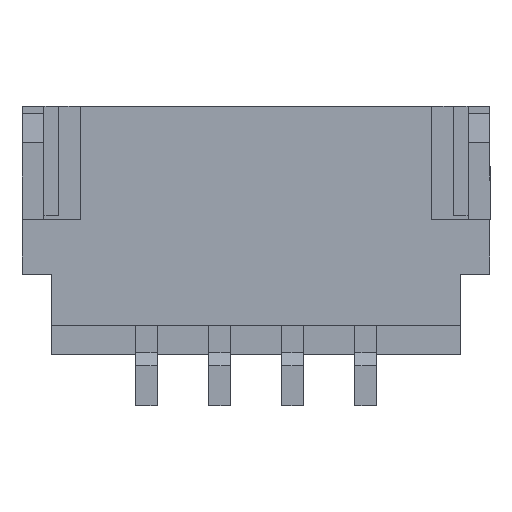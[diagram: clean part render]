
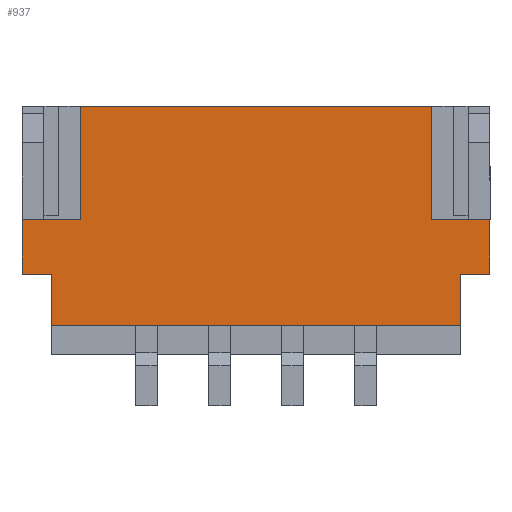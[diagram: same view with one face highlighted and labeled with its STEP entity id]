
A CAD part, front view. The second image highlights one B-rep face of the part: STEP entity #937.
In plain terms, the highlighted planar face has unit normal (0, -1, 0).
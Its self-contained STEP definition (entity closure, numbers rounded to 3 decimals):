
#562 = EDGE_CURVE ( 'NONE', #563, #564, #2680, .T. ) ;
#563 = VERTEX_POINT ( 'NONE', #2676 ) ;
#564 = VERTEX_POINT ( 'NONE', #2675 ) ;
#758 = VERTEX_POINT ( 'NONE', #3146 ) ;
#760 = EDGE_CURVE ( 'NONE', #761, #758, #3145, .T. ) ;
#761 = VERTEX_POINT ( 'NONE', #3141 ) ;
#793 = VERTEX_POINT ( 'NONE', #3207 ) ;
#795 = EDGE_CURVE ( 'NONE', #793, #796, #3206, .T. ) ;
#796 = VERTEX_POINT ( 'NONE', #3202 ) ;
#834 = ORIENTED_EDGE ( 'NONE', *, *, #837, .T. ) ;
#835 = VERTEX_POINT ( 'NONE', #3319 ) ;
#837 = EDGE_CURVE ( 'NONE', #793, #835, #3318, .T. ) ;
#878 = ORIENTED_EDGE ( 'NONE', *, *, #879, .F. ) ;
#879 = EDGE_CURVE ( 'NONE', #880, #835, #3470, .T. ) ;
#880 = VERTEX_POINT ( 'NONE', #3466 ) ;
#881 = ORIENTED_EDGE ( 'NONE', *, *, #882, .F. ) ;
#882 = EDGE_CURVE ( 'NONE', #564, #880, #3465, .T. ) ;
#883 = ORIENTED_EDGE ( 'NONE', *, *, #562, .F. ) ;
#884 = ORIENTED_EDGE ( 'NONE', *, *, #885, .F. ) ;
#885 = EDGE_CURVE ( 'NONE', #886, #563, #3461, .T. ) ;
#886 = VERTEX_POINT ( 'NONE', #3457 ) ;
#887 = ORIENTED_EDGE ( 'NONE', *, *, #888, .T. ) ;
#888 = EDGE_CURVE ( 'NONE', #886, #889, #3456, .T. ) ;
#889 = VERTEX_POINT ( 'NONE', #3452 ) ;
#890 = ORIENTED_EDGE ( 'NONE', *, *, #891, .F. ) ;
#891 = EDGE_CURVE ( 'NONE', #892, #889, #3451, .T. ) ;
#892 = VERTEX_POINT ( 'NONE', #3447 ) ;
#893 = ORIENTED_EDGE ( 'NONE', *, *, #894, .F. ) ;
#894 = EDGE_CURVE ( 'NONE', #895, #892, #3504, .T. ) ;
#895 = VERTEX_POINT ( 'NONE', #3500 ) ;
#896 = ORIENTED_EDGE ( 'NONE', *, *, #897, .T. ) ;
#897 = EDGE_CURVE ( 'NONE', #895, #761, #3499, .T. ) ;
#898 = ORIENTED_EDGE ( 'NONE', *, *, #760, .T. ) ;
#899 = ORIENTED_EDGE ( 'NONE', *, *, #900, .F. ) ;
#900 = EDGE_CURVE ( 'NONE', #796, #758, #3494, .T. ) ;
#901 = ORIENTED_EDGE ( 'NONE', *, *, #795, .F. ) ;
#937 = ADVANCED_FACE ( 'NONE', ( #3580 ), #3626, .F. ) ;
#938 = EDGE_LOOP ( 'NONE', ( #834, #878, #881, #883, #884, #887, #890, #893, #896, #898, #899, #901 ) ) ;
#2675 = CARTESIAN_POINT ( 'NONE',  ( -2.8, 0., -3. ) ) ;
#2676 = CARTESIAN_POINT ( 'NONE',  ( 2.8, 0., -3. ) ) ;
#2677 = DIRECTION ( 'NONE',  ( -1., 0., 0. ) ) ;
#2678 = VECTOR ( 'NONE', #2677, 1000. ) ;
#2679 = CARTESIAN_POINT ( 'NONE',  ( 3.2, 0., -3. ) ) ;
#2680 = LINE ( 'NONE', #2679, #2678 ) ;
#3141 = CARTESIAN_POINT ( 'NONE',  ( 2.4, 0., 0. ) ) ;
#3142 = DIRECTION ( 'NONE',  ( -1., 0., 0. ) ) ;
#3143 = VECTOR ( 'NONE', #3142, 1000. ) ;
#3144 = CARTESIAN_POINT ( 'NONE',  ( 3.2, 0., 0. ) ) ;
#3145 = LINE ( 'NONE', #3144, #3143 ) ;
#3146 = CARTESIAN_POINT ( 'NONE',  ( -2.4, 0., 0. ) ) ;
#3202 = CARTESIAN_POINT ( 'NONE',  ( -2.4, 0., -1.55 ) ) ;
#3203 = DIRECTION ( 'NONE',  ( 1., 0., 0. ) ) ;
#3204 = VECTOR ( 'NONE', #3203, 1000. ) ;
#3205 = CARTESIAN_POINT ( 'NONE',  ( -3.2, 0., -1.55 ) ) ;
#3206 = LINE ( 'NONE', #3205, #3204 ) ;
#3207 = CARTESIAN_POINT ( 'NONE',  ( -3.2, 0., -1.55 ) ) ;
#3315 = DIRECTION ( 'NONE',  ( 0., 0., -1. ) ) ;
#3316 = VECTOR ( 'NONE', #3315, 1000. ) ;
#3317 = CARTESIAN_POINT ( 'NONE',  ( -3.2, 0., 0. ) ) ;
#3318 = LINE ( 'NONE', #3317, #3316 ) ;
#3319 = CARTESIAN_POINT ( 'NONE',  ( -3.2, 0., -2.3 ) ) ;
#3447 = CARTESIAN_POINT ( 'NONE',  ( 3.2, 0., -1.55 ) ) ;
#3448 = DIRECTION ( 'NONE',  ( 0., 0., -1. ) ) ;
#3449 = VECTOR ( 'NONE', #3448, 1000. ) ;
#3450 = CARTESIAN_POINT ( 'NONE',  ( 3.2, 0., 0. ) ) ;
#3451 = LINE ( 'NONE', #3450, #3449 ) ;
#3452 = CARTESIAN_POINT ( 'NONE',  ( 3.2, 0., -2.3 ) ) ;
#3453 = DIRECTION ( 'NONE',  ( 1., 0., 0. ) ) ;
#3454 = VECTOR ( 'NONE', #3453, 1000. ) ;
#3455 = CARTESIAN_POINT ( 'NONE',  ( 2.8, 0., -2.3 ) ) ;
#3456 = LINE ( 'NONE', #3455, #3454 ) ;
#3457 = CARTESIAN_POINT ( 'NONE',  ( 2.8, 0., -2.3 ) ) ;
#3458 = DIRECTION ( 'NONE',  ( 0., 0., -1. ) ) ;
#3459 = VECTOR ( 'NONE', #3458, 1000. ) ;
#3460 = CARTESIAN_POINT ( 'NONE',  ( 2.8, 0., -3. ) ) ;
#3461 = LINE ( 'NONE', #3460, #3459 ) ;
#3462 = DIRECTION ( 'NONE',  ( 0., 0., 1. ) ) ;
#3463 = VECTOR ( 'NONE', #3462, 1000. ) ;
#3464 = CARTESIAN_POINT ( 'NONE',  ( -2.8, 0., -3. ) ) ;
#3465 = LINE ( 'NONE', #3464, #3463 ) ;
#3466 = CARTESIAN_POINT ( 'NONE',  ( -2.8, 0., -2.3 ) ) ;
#3467 = DIRECTION ( 'NONE',  ( -1., 0., 0. ) ) ;
#3468 = VECTOR ( 'NONE', #3467, 1000. ) ;
#3469 = CARTESIAN_POINT ( 'NONE',  ( -2.8, 0., -2.3 ) ) ;
#3470 = LINE ( 'NONE', #3469, #3468 ) ;
#3491 = DIRECTION ( 'NONE',  ( 0., 0., 1. ) ) ;
#3492 = VECTOR ( 'NONE', #3491, 1000. ) ;
#3493 = CARTESIAN_POINT ( 'NONE',  ( -2.4, 0., -1.55 ) ) ;
#3494 = LINE ( 'NONE', #3493, #3492 ) ;
#3496 = DIRECTION ( 'NONE',  ( 0., 0., 1. ) ) ;
#3497 = VECTOR ( 'NONE', #3496, 1000. ) ;
#3498 = CARTESIAN_POINT ( 'NONE',  ( 2.4, 0., -1.55 ) ) ;
#3499 = LINE ( 'NONE', #3498, #3497 ) ;
#3500 = CARTESIAN_POINT ( 'NONE',  ( 2.4, 0., -1.55 ) ) ;
#3501 = DIRECTION ( 'NONE',  ( 1., 0., 0. ) ) ;
#3502 = VECTOR ( 'NONE', #3501, 1000. ) ;
#3503 = CARTESIAN_POINT ( 'NONE',  ( 3.2, 0., -1.55 ) ) ;
#3504 = LINE ( 'NONE', #3503, #3502 ) ;
#3580 = FACE_OUTER_BOUND ( 'NONE', #938, .T. ) ;
#3622 = DIRECTION ( 'NONE',  ( 0., 0., 1. ) ) ;
#3623 = DIRECTION ( 'NONE',  ( 0., 1., 0. ) ) ;
#3624 = CARTESIAN_POINT ( 'NONE',  ( 3.2, 0., 0. ) ) ;
#3625 = AXIS2_PLACEMENT_3D ( 'NONE', #3624, #3623, #3622 ) ;
#3626 = PLANE ( 'NONE',  #3625 ) ;
